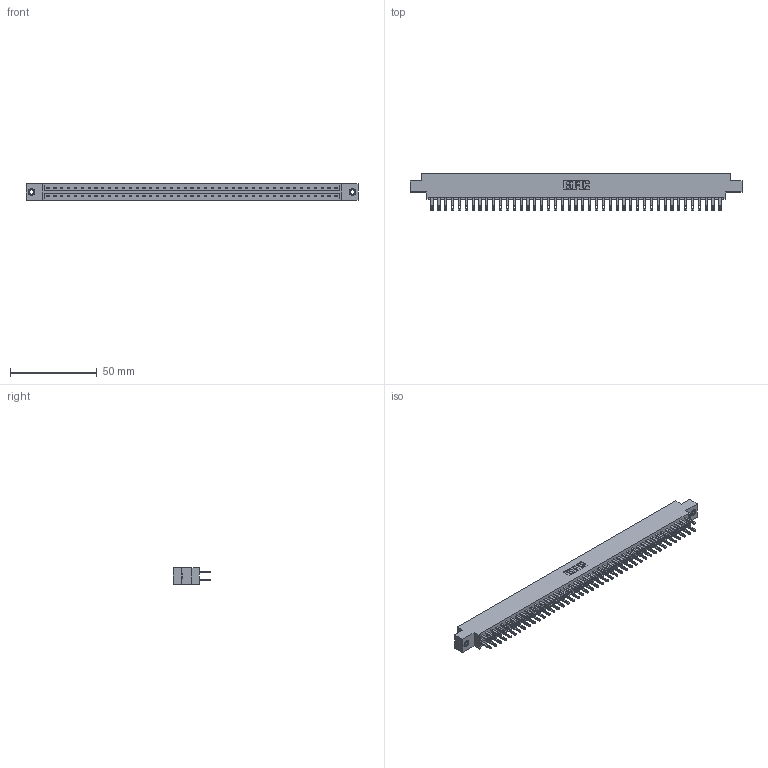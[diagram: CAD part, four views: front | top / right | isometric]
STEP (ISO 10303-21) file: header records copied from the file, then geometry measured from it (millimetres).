
FILE_DESCRIPTION (( 'STEP AP203' ), '1' );
FILE_NAME ('833-086-500-807.STEP', '2020-06-06T02:41:29', ( '' ), ( '' ), 'SwSTEP 2.0', 'SolidWorks 2020', '' );
FILE_SCHEMA (( 'CONFIG_CONTROL_DESIGN' ));
Length unit declared in the file: inch
Products named in the file (4): 345-250-001_345-250-005-103; 833 Part_Offset - .156 Dia - TI; 833-086-500-807; 345-292-001_345-293-100
Assembly tree (89 placements, depth 2):
  833-086-500-807
    833 Part_Offset - .156 Dia - TI
    345-292-001_345-293-100  x86
    345-250-001_345-250-005-103  x2
Bounding box: 191.92 x 21.85 x 9.4 mm (x, y, z)
Volume: 19625 mm3; surface area: 24413.7 mm2
Topology: 89 solids, 89 shells, 4306 faces, 13101 edges, 8726 vertices
Faces by surface type: plane 2686, cylinder 1604, cone 12, torus 4
Entity records: 28782 total; most frequent: CARTESIAN_POINT 4753, ORIENTED_EDGE 4682, DIRECTION 4091, EDGE_CURVE 2341, VECTOR 2189, LINE 2189, VERTEX_POINT 1556, AXIS2_PLACEMENT_3D 951
